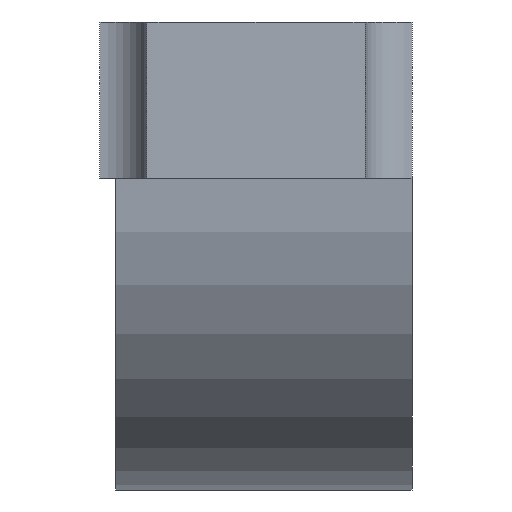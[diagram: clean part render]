
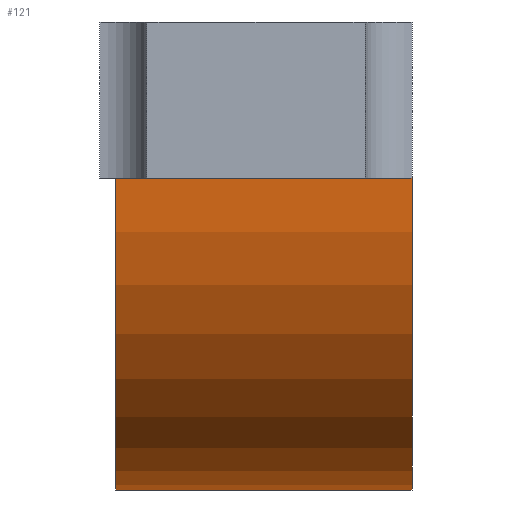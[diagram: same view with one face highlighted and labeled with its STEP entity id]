
A CAD part, left-side view. The second image highlights one B-rep face of the part: STEP entity #121.
In plain terms, the highlighted cylindrical face has radius 1 mm (diameter 2 mm), a partial arc.
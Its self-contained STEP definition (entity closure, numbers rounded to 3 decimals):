
#36 = CARTESIAN_POINT ( 'NONE',  ( 0., 1., -0.5 ) ) ;
#37 = CYLINDRICAL_SURFACE ( 'NONE', #761, 1. ) ;
#77 = DIRECTION ( 'NONE',  ( 0., -1., 0. ) ) ;
#83 = LINE ( 'NONE', #349, #426 ) ;
#93 = VERTEX_POINT ( 'NONE', #173 ) ;
#105 = DIRECTION ( 'NONE',  ( 0., 0., -1. ) ) ;
#112 = CARTESIAN_POINT ( 'NONE',  ( -1., 1., -0.5 ) ) ;
#121 = ADVANCED_FACE ( 'NONE', ( #579 ), #37, .T. ) ;
#150 = CARTESIAN_POINT ( 'NONE',  ( 0., 0., -0.5 ) ) ;
#173 = CARTESIAN_POINT ( 'NONE',  ( -1., 0., -0.5 ) ) ;
#217 = VERTEX_POINT ( 'NONE', #661 ) ;
#243 = EDGE_LOOP ( 'NONE', ( #289, #893, #566, #464 ) ) ;
#289 = ORIENTED_EDGE ( 'NONE', *, *, #502, .F. ) ;
#298 = LINE ( 'NONE', #112, #473 ) ;
#300 = EDGE_CURVE ( 'NONE', #944, #93, #921, .T. ) ;
#349 = CARTESIAN_POINT ( 'NONE',  ( 0., 1., -1.5 ) ) ;
#389 = AXIS2_PLACEMENT_3D ( 'NONE', #150, #607, #686 ) ;
#392 = CARTESIAN_POINT ( 'NONE',  ( 0., 0.95, -1.5 ) ) ;
#426 = VECTOR ( 'NONE', #77, 1000. ) ;
#440 = DIRECTION ( 'NONE',  ( 0., 1., 0. ) ) ;
#464 = ORIENTED_EDGE ( 'NONE', *, *, #639, .F. ) ;
#473 = VECTOR ( 'NONE', #631, 1000. ) ;
#475 = AXIS2_PLACEMENT_3D ( 'NONE', #644, #440, #735 ) ;
#502 = EDGE_CURVE ( 'NONE', #688, #217, #546, .T. ) ;
#546 = CIRCLE ( 'NONE', #475, 1. ) ;
#561 = DIRECTION ( 'NONE',  ( 0., -1., 0. ) ) ;
#566 = ORIENTED_EDGE ( 'NONE', *, *, #300, .T. ) ;
#579 = FACE_OUTER_BOUND ( 'NONE', #243, .T. ) ;
#607 = DIRECTION ( 'NONE',  ( 0., 1., 0. ) ) ;
#631 = DIRECTION ( 'NONE',  ( 0., -1., 0. ) ) ;
#639 = EDGE_CURVE ( 'NONE', #217, #93, #298, .T. ) ;
#644 = CARTESIAN_POINT ( 'NONE',  ( 0., 0.95, -0.5 ) ) ;
#661 = CARTESIAN_POINT ( 'NONE',  ( -1., 0.95, -0.5 ) ) ;
#686 = DIRECTION ( 'NONE',  ( 0., 0., 1. ) ) ;
#688 = VERTEX_POINT ( 'NONE', #392 ) ;
#715 = EDGE_CURVE ( 'NONE', #688, #944, #83, .T. ) ;
#735 = DIRECTION ( 'NONE',  ( 0., 0., 1. ) ) ;
#761 = AXIS2_PLACEMENT_3D ( 'NONE', #36, #561, #105 ) ;
#845 = CARTESIAN_POINT ( 'NONE',  ( 0., 0., -1.5 ) ) ;
#893 = ORIENTED_EDGE ( 'NONE', *, *, #715, .T. ) ;
#921 = CIRCLE ( 'NONE', #389, 1. ) ;
#944 = VERTEX_POINT ( 'NONE', #845 ) ;
